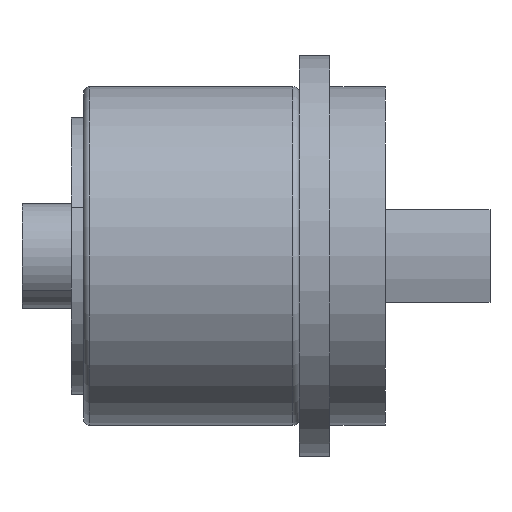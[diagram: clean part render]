
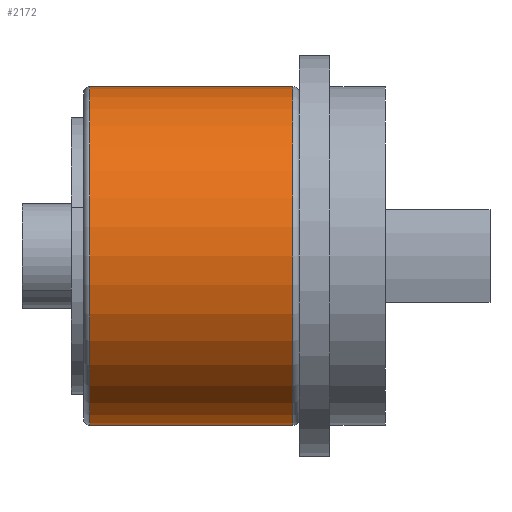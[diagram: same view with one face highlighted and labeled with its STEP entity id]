
A CAD part, left-side view. The second image highlights one B-rep face of the part: STEP entity #2172.
In plain terms, the highlighted cylindrical face has radius 2.75 mm (diameter 5.5 mm), a partial arc.
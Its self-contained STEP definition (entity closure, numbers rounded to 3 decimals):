
#9 = LINE ( 'NONE', #2328, #1894 ) ;
#80 = FACE_OUTER_BOUND ( 'NONE', #1549, .T. ) ;
#120 = CYLINDRICAL_SURFACE ( 'NONE', #2301, 2.75 ) ;
#124 = VECTOR ( 'NONE', #879, 1000. ) ;
#141 = CARTESIAN_POINT ( 'NONE',  ( 0., 4.8, -2.75 ) ) ;
#190 = AXIS2_PLACEMENT_3D ( 'NONE', #2154, #428, #1193 ) ;
#202 = CARTESIAN_POINT ( 'NONE',  ( 0., 4.8, -2.75 ) ) ;
#271 = CARTESIAN_POINT ( 'NONE',  ( 0., 1.5, 2.75 ) ) ;
#296 = CARTESIAN_POINT ( 'NONE',  ( 0., 1.434, 0. ) ) ;
#425 = CARTESIAN_POINT ( 'NONE',  ( 0., 4.8, 2.75 ) ) ;
#428 = DIRECTION ( 'NONE',  ( 0., 1., 0. ) ) ;
#458 = ORIENTED_EDGE ( 'NONE', *, *, #708, .T. ) ;
#540 = ORIENTED_EDGE ( 'NONE', *, *, #1152, .T. ) ;
#561 = ORIENTED_EDGE ( 'NONE', *, *, #972, .T. ) ;
#591 = DIRECTION ( 'NONE',  ( 0., 1., 0. ) ) ;
#614 = DIRECTION ( 'NONE',  ( 0., -1., 0. ) ) ;
#708 = EDGE_CURVE ( 'NONE', #2113, #967, #1608, .T. ) ;
#782 = CARTESIAN_POINT ( 'NONE',  ( 0., 4.8, 0. ) ) ;
#797 = DIRECTION ( 'NONE',  ( 0., 0., 1. ) ) ;
#879 = DIRECTION ( 'NONE',  ( 0., -1., 0. ) ) ;
#967 = VERTEX_POINT ( 'NONE', #202 ) ;
#972 = EDGE_CURVE ( 'NONE', #1812, #2113, #9, .T. ) ;
#1152 = EDGE_CURVE ( 'NONE', #967, #2031, #2058, .T. ) ;
#1193 = DIRECTION ( 'NONE',  ( 0., 0., -1. ) ) ;
#1412 = DIRECTION ( 'NONE',  ( 0., 1., 0. ) ) ;
#1549 = EDGE_LOOP ( 'NONE', ( #1573, #561, #458, #540 ) ) ;
#1573 = ORIENTED_EDGE ( 'NONE', *, *, #1753, .T. ) ;
#1597 = DIRECTION ( 'NONE',  ( 0., 0., 1. ) ) ;
#1608 = CIRCLE ( 'NONE', #1938, 2.75 ) ;
#1684 = CARTESIAN_POINT ( 'NONE',  ( 0., 1.5, -2.75 ) ) ;
#1753 = EDGE_CURVE ( 'NONE', #2031, #1812, #2344, .T. ) ;
#1812 = VERTEX_POINT ( 'NONE', #271 ) ;
#1894 = VECTOR ( 'NONE', #591, 1000. ) ;
#1938 = AXIS2_PLACEMENT_3D ( 'NONE', #782, #614, #797 ) ;
#2031 = VERTEX_POINT ( 'NONE', #1684 ) ;
#2058 = LINE ( 'NONE', #141, #124 ) ;
#2113 = VERTEX_POINT ( 'NONE', #425 ) ;
#2154 = CARTESIAN_POINT ( 'NONE',  ( 0., 1.5, 0. ) ) ;
#2172 = ADVANCED_FACE ( 'NONE', ( #80 ), #120, .T. ) ;
#2301 = AXIS2_PLACEMENT_3D ( 'NONE', #296, #1412, #1597 ) ;
#2328 = CARTESIAN_POINT ( 'NONE',  ( 0., 1.5, 2.75 ) ) ;
#2344 = CIRCLE ( 'NONE', #190, 2.75 ) ;
